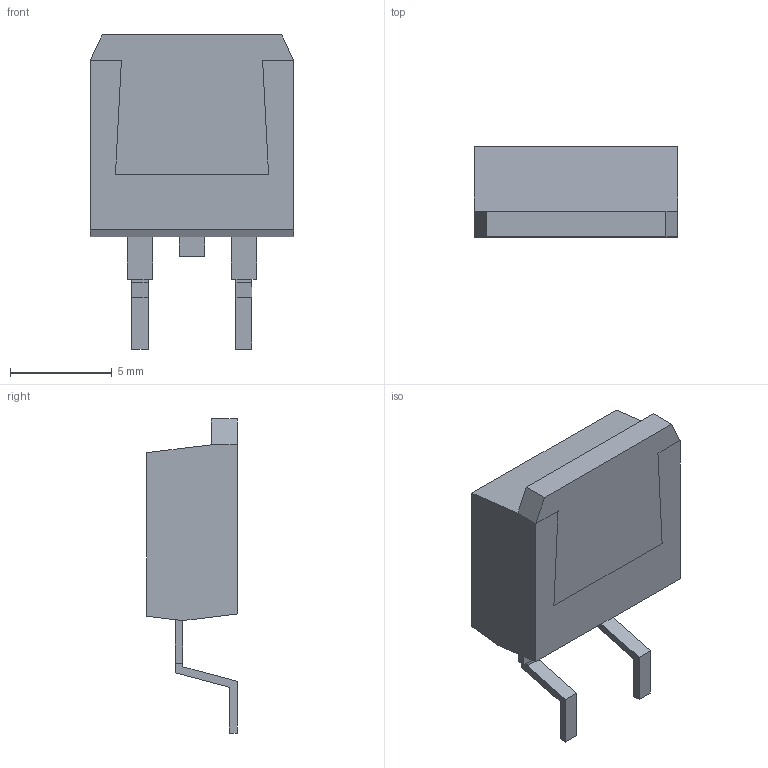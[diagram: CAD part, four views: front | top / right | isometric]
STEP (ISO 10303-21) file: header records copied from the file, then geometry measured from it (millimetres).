
FILE_DESCRIPTION (( 'STEP AP214' ), '1' );
FILE_NAME ('TO-263 AB Package.STEP', '2017-12-28T08:41:08', ( 'Vishay' ), ( '' ), 'SwSTEP 2.0', 'SolidWorks 2016', '' );
FILE_SCHEMA (( 'AUTOMOTIVE_DESIGN' ));
Length unit declared in the file: millimetre
Products named in the file (1): TO-263 AB Package
Bounding box: 10.01 x 4.45 x 15.43 mm (x, y, z)
Volume: 392.7 mm3; surface area: 396.2 mm2
Topology: 1 solids, 1 shells, 49 faces, 123 edges, 79 vertices
Faces by surface type: plane 49
Entity records: 1624 total; most frequent: CARTESIAN_POINT 252, ORIENTED_EDGE 246, DIRECTION 223, VECTOR 123, EDGE_CURVE 123, LINE 123, VERTEX_POINT 79, EDGE_LOOP 52
